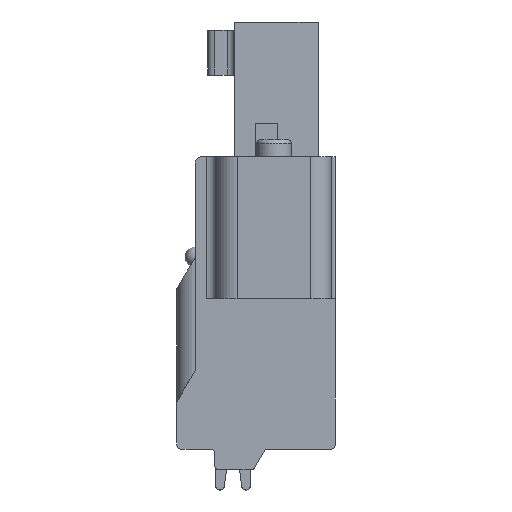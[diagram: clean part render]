
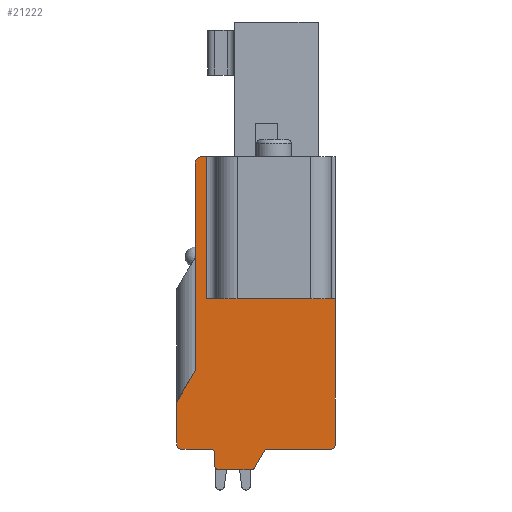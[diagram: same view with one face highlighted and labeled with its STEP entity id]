
A CAD part, front view. The second image highlights one B-rep face of the part: STEP entity #21222.
In plain terms, the highlighted planar face has unit normal (0, -1, 0).
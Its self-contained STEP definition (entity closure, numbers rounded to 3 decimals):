
#94=DIRECTION('',(-1.,0.,0.));
#95=VECTOR('',#94,0.25);
#96=CARTESIAN_POINT('',(-6.3,-11.43,0.));
#97=LINE('',#96,#95);
#2437=DIRECTION('',(0.,0.,-1.));
#2438=VECTOR('',#2437,10.141);
#2439=CARTESIAN_POINT('',(-6.85,-11.43,
-0.3));
#2440=LINE('',#2439,#2438);
#2690=DIRECTION('',(0.,0.,-1.));
#2691=VECTOR('',#2690,2.1);
#2692=CARTESIAN_POINT('',(-7.75,-11.43,-12.));
#2693=LINE('',#2692,#2691);
#2706=DIRECTION('',(1.,0.,0.));
#2707=VECTOR('',#2706,1.45);
#2708=CARTESIAN_POINT('',(-7.55,-11.43,-14.3));
#2709=LINE('',#2708,#2707);
#2714=DIRECTION('',(1.,0.,0.));
#2715=VECTOR('',#2714,3.107);
#2716=CARTESIAN_POINT('',(-3.307,-11.43,-14.3));
#2717=LINE('',#2716,#2715);
#3108=DIRECTION('',(0.,0.,1.));
#3109=VECTOR('',#3108,7.15);
#3110=CARTESIAN_POINT('',(0.,-11.43,-14.1));
#3111=LINE('',#3110,#3109);
#3586=DIRECTION('',(1.,0.,0.));
#3587=VECTOR('',#3586,6.3);
#3588=CARTESIAN_POINT('',(-6.3,-11.43,-6.95));
#3589=LINE('',#3588,#3587);
#3590=CARTESIAN_POINT('',(-0.2,-11.43,-14.1));
#3591=DIRECTION('',(0.,1.,0.));
#3592=DIRECTION('',(1.,0.,0.));
#3593=AXIS2_PLACEMENT_3D('',#3590,#3591,#3592);
#3595=CARTESIAN_POINT('',(-3.307,-11.43,-14.5));
#3596=DIRECTION('',(0.,-1.,0.));
#3597=DIRECTION('',(0.,0.,1.));
#3598=AXIS2_PLACEMENT_3D('',#3595,#3596,#3597);
#3600=DIRECTION('',(-0.5,0.,-0.866));
#3601=VECTOR('',#3600,0.924);
#3602=CARTESIAN_POINT('',(-3.48,-11.43,
-14.4));
#3603=LINE('',#3602,#3601);
#3604=CARTESIAN_POINT('',(-4.115,-11.43,-15.1));
#3605=DIRECTION('',(0.,1.,0.));
#3606=DIRECTION('',(0.866,0.,-0.5));
#3607=AXIS2_PLACEMENT_3D('',#3604,#3605,#3606);
#3609=CARTESIAN_POINT('',(-5.7,-11.43,-15.1));
#3610=DIRECTION('',(0.,1.,0.));
#3611=DIRECTION('',(0.,0.,-1.));
#3612=AXIS2_PLACEMENT_3D('',#3609,#3610,#3611);
#3614=CARTESIAN_POINT('',(-6.1,-11.43,-14.5));
#3615=DIRECTION('',(0.,-1.,0.));
#3616=DIRECTION('',(1.,0.,0.));
#3617=AXIS2_PLACEMENT_3D('',#3614,#3615,#3616);
#3619=CARTESIAN_POINT('',(-7.55,-11.43,-14.1));
#3620=DIRECTION('',(0.,1.,0.));
#3621=DIRECTION('',(0.,0.,-1.));
#3622=AXIS2_PLACEMENT_3D('',#3619,#3620,#3621);
#3624=DIRECTION('',(0.5,0.,0.866));
#3625=VECTOR('',#3624,1.8);
#3626=CARTESIAN_POINT('',(-7.75,-11.43,-12.));
#3627=LINE('',#3626,#3625);
#3628=CARTESIAN_POINT('',(-6.55,-11.43,-0.3));
#3629=DIRECTION('',(0.,1.,0.));
#3630=DIRECTION('',(-1.,0.,0.));
#3631=AXIS2_PLACEMENT_3D('',#3628,#3629,#3630);
#3637=DIRECTION('',(0.,0.,1.));
#3638=VECTOR('',#3637,6.95);
#3639=CARTESIAN_POINT('',(-6.3,-11.43,-6.95));
#3640=LINE('',#3639,#3638);
#3923=DIRECTION('',(0.,0.,-1.));
#3924=VECTOR('',#3923,0.6);
#3925=CARTESIAN_POINT('',(-5.9,-11.43,-14.5));
#3926=LINE('',#3925,#3924);
#3935=DIRECTION('',(1.,0.,0.));
#3936=VECTOR('',#3935,1.585);
#3937=CARTESIAN_POINT('',(-5.7,-11.43,-15.3));
#3938=LINE('',#3937,#3936);
#13069=CARTESIAN_POINT('',(-6.3,-11.43,0.));
#13070=VERTEX_POINT('',#13069);
#13071=CARTESIAN_POINT('',(-6.55,-11.43,0.));
#13072=VERTEX_POINT('',#13071);
#13169=CARTESIAN_POINT('',(0.,-11.43,-14.1));
#13170=CARTESIAN_POINT('',(0.,-11.43,-6.95));
#13171=VERTEX_POINT('',#13169);
#13172=VERTEX_POINT('',#13170);
#13173=CARTESIAN_POINT('',(-0.2,-11.43,-14.3));
#13174=VERTEX_POINT('',#13173);
#13175=CARTESIAN_POINT('',(-7.55,-11.43,-14.3));
#13176=CARTESIAN_POINT('',(-6.1,-11.43,-14.3));
#13177=VERTEX_POINT('',#13175);
#13178=VERTEX_POINT('',#13176);
#13183=CARTESIAN_POINT('',(-3.307,-11.43,-14.3));
#13184=VERTEX_POINT('',#13183);
#13764=CARTESIAN_POINT('',(-7.75,-11.43,-14.1));
#13765=VERTEX_POINT('',#13764);
#13776=CARTESIAN_POINT('',(-7.75,-11.43,-12.));
#13777=VERTEX_POINT('',#13776);
#13816=CARTESIAN_POINT('',(-6.85,-11.43,
-0.3));
#13817=VERTEX_POINT('',#13816);
#13818=CARTESIAN_POINT('',(-6.85,-11.43,
-10.441));
#13819=VERTEX_POINT('',#13818);
#14136=CARTESIAN_POINT('',(-6.3,-11.43,-6.95));
#14137=VERTEX_POINT('',#14136);
#14138=CARTESIAN_POINT('',(-3.48,-11.43,
-14.4));
#14139=VERTEX_POINT('',#14138);
#14140=CARTESIAN_POINT('',(-3.942,-11.43,
-15.2));
#14141=VERTEX_POINT('',#14140);
#14142=CARTESIAN_POINT('',(-4.115,-11.43,-15.3));
#14143=VERTEX_POINT('',#14142);
#14144=CARTESIAN_POINT('',(-5.7,-11.43,-15.3));
#14145=VERTEX_POINT('',#14144);
#14146=CARTESIAN_POINT('',(-5.9,-11.43,-15.1));
#14147=VERTEX_POINT('',#14146);
#14148=CARTESIAN_POINT('',(-5.9,-11.43,-14.5));
#14149=VERTEX_POINT('',#14148);
#21185=CARTESIAN_POINT('',(0.,-11.43,0.));
#21186=DIRECTION('',(0.,1.,0.));
#21187=DIRECTION('',(1.,0.,0.));
#21188=AXIS2_PLACEMENT_3D('',#21185,#21186,#21187);
#21189=PLANE('',#21188);
#21191=ORIENTED_EDGE('',*,*,#21190,.F.);
#21193=ORIENTED_EDGE('',*,*,#21192,.T.);
#21194=ORIENTED_EDGE('',*,*,#20589,.F.);
#21195=ORIENTED_EDGE('',*,*,#20573,.T.);
#21196=ORIENTED_EDGE('',*,*,#20178,.F.);
#21198=ORIENTED_EDGE('',*,*,#21197,.T.);
#21200=ORIENTED_EDGE('',*,*,#21199,.T.);
#21202=ORIENTED_EDGE('',*,*,#21201,.T.);
#21204=ORIENTED_EDGE('',*,*,#21203,.F.);
#21206=ORIENTED_EDGE('',*,*,#21205,.T.);
#21208=ORIENTED_EDGE('',*,*,#21207,.F.);
#21210=ORIENTED_EDGE('',*,*,#21209,.T.);
#21211=ORIENTED_EDGE('',*,*,#20170,.F.);
#21212=ORIENTED_EDGE('',*,*,#20147,.T.);
#21213=ORIENTED_EDGE('',*,*,#20132,.F.);
#21215=ORIENTED_EDGE('',*,*,#21214,.T.);
#21216=ORIENTED_EDGE('',*,*,#19786,.F.);
#21218=ORIENTED_EDGE('',*,*,#21217,.T.);
#21219=ORIENTED_EDGE('',*,*,#16871,.F.);
#21220=EDGE_LOOP('',(#21191,#21193,#21194,#21195,#21196,#21198,#21200,#21202,
#21204,#21206,#21208,#21210,#21211,#21212,#21213,#21215,#21216,#21218,#21219));
#21221=FACE_OUTER_BOUND('',#21220,.F.);
#3594=CIRCLE('',#3593,0.2);
#3599=CIRCLE('',#3598,0.2);
#3608=CIRCLE('',#3607,0.2);
#3613=CIRCLE('',#3612,0.2);
#3618=CIRCLE('',#3617,0.2);
#3623=CIRCLE('',#3622,0.2);
#3632=CIRCLE('',#3631,0.3);
#16871=EDGE_CURVE('',#13070,#13072,#97,.T.);
#19786=EDGE_CURVE('',#13817,#13819,#2440,.T.);
#20132=EDGE_CURVE('',#13777,#13765,#2693,.T.);
#20147=EDGE_CURVE('',#13177,#13765,#3623,.T.);
#20170=EDGE_CURVE('',#13177,#13178,#2709,.T.);
#20178=EDGE_CURVE('',#13184,#13174,#2717,.T.);
#20573=EDGE_CURVE('',#13171,#13174,#3594,.T.);
#20589=EDGE_CURVE('',#13171,#13172,#3111,.T.);
#21190=EDGE_CURVE('',#14137,#13070,#3640,.T.);
#21192=EDGE_CURVE('',#14137,#13172,#3589,.T.);
#21197=EDGE_CURVE('',#13184,#14139,#3599,.T.);
#21199=EDGE_CURVE('',#14139,#14141,#3603,.T.);
#21201=EDGE_CURVE('',#14141,#14143,#3608,.T.);
#21203=EDGE_CURVE('',#14145,#14143,#3938,.T.);
#21205=EDGE_CURVE('',#14145,#14147,#3613,.T.);
#21207=EDGE_CURVE('',#14149,#14147,#3926,.T.);
#21209=EDGE_CURVE('',#14149,#13178,#3618,.T.);
#21214=EDGE_CURVE('',#13777,#13819,#3627,.T.);
#21217=EDGE_CURVE('',#13817,#13072,#3632,.T.);
#21222=ADVANCED_FACE('',(#21221),#21189,.F.);
